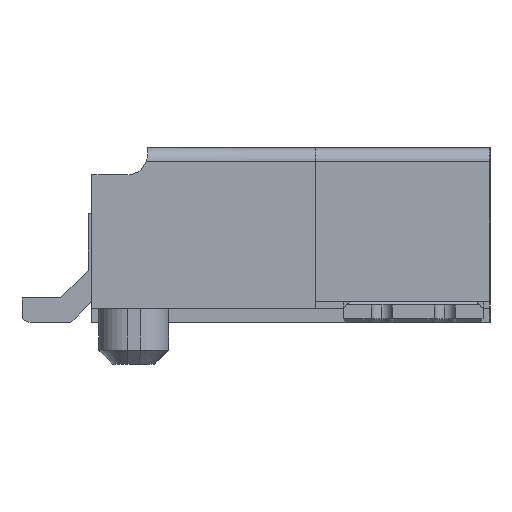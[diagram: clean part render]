
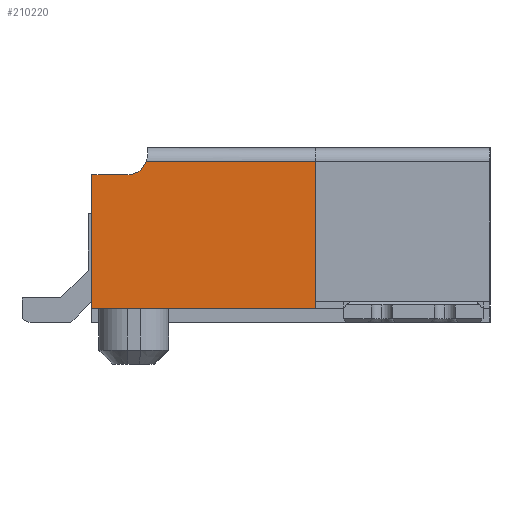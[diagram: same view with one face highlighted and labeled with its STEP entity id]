
A CAD part, left-side view. The second image highlights one B-rep face of the part: STEP entity #210220.
In plain terms, the highlighted planar face has unit normal (-1, 0, 0).
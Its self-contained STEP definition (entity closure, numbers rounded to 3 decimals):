
#168550=CARTESIAN_POINT('',(-49.033,1.768,2.11));
#168560=VERTEX_POINT('',#168550);
#168590=CARTESIAN_POINT('',(-49.033,1.768,0.));
#168600=DIRECTION('',(0.,0.,1.));
#168610=VECTOR('',#168600,1.);
#168620=LINE('',#168590,#168610);
#168630=CARTESIAN_POINT('',(-49.033,1.768,0.2));
#168640=VERTEX_POINT('',#168630);
#168650=EDGE_CURVE('',#168640,#168560,#168620,.T.);
#179600=CARTESIAN_POINT('',(-49.033,-1.432,2.3));
#179610=VERTEX_POINT('',#179600);
#179640=CARTESIAN_POINT('',(-49.033,-1.493,2.3));
#179650=DIRECTION('',(0.,1.,0.));
#179660=VECTOR('',#179650,1.);
#179670=LINE('',#179640,#179660);
#179680=CARTESIAN_POINT('',(-49.033,0.989,2.3));
#179690=VERTEX_POINT('',#179680);
#179700=EDGE_CURVE('',#179610,#179690,#179670,.T.);
#180090=CARTESIAN_POINT('',(-49.033,1.268,2.41));
#180100=DIRECTION('',(1.,0.,0.));
#180110=DIRECTION('',(0.,-1.,0.));
#180120=AXIS2_PLACEMENT_3D('',#180090,#180100,#180110);
#180130=CIRCLE('',#180120,0.3);
#180140=CARTESIAN_POINT('',(-49.033,1.268,2.11));
#180150=VERTEX_POINT('',#180140);
#180160=EDGE_CURVE('',#179690,#180150,#180130,.T.);
#181220=CARTESIAN_POINT('',(-49.033,-1.432,0.2));
#181230=VERTEX_POINT('',#181220);
#181260=CARTESIAN_POINT('',(-49.033,-1.432,0.));
#181270=DIRECTION('',(0.,-0.,1.));
#181280=VECTOR('',#181270,1.);
#181290=LINE('',#181260,#181280);
#181300=EDGE_CURVE('',#181230,#179610,#181290,.T.);
#207810=CARTESIAN_POINT('',(-49.033,0.,0.2));
#207820=DIRECTION('',(0.,1.,-0.));
#207830=VECTOR('',#207820,1.);
#207840=LINE('',#207810,#207830);
#207850=EDGE_CURVE('',#181230,#168640,#207840,.T.);
#210040=CARTESIAN_POINT('',(-49.033,-1.512,2.353));
#210050=DIRECTION('',(-1.,0.,0.));
#210060=DIRECTION('',(0.,1.,0.));
#210070=AXIS2_PLACEMENT_3D('',#210040,#210050,#210060);
#210080=PLANE('',#210070);
#210090=ORIENTED_EDGE('',*,*,#181300,.T.);
#210100=ORIENTED_EDGE('',*,*,#207850,.F.);
#210110=ORIENTED_EDGE('',*,*,#168650,.F.);
#210120=CARTESIAN_POINT('',(-49.033,0.,2.11));
#210130=DIRECTION('',(0.,1.,-0.));
#210140=VECTOR('',#210130,1.);
#210150=LINE('',#210120,#210140);
#210160=EDGE_CURVE('',#180150,#168560,#210150,.T.);
#210170=ORIENTED_EDGE('',*,*,#210160,.T.);
#210180=ORIENTED_EDGE('',*,*,#180160,.T.);
#210190=ORIENTED_EDGE('',*,*,#179700,.T.);
#210200=EDGE_LOOP('',(#210190,#210180,#210170,#210110,#210100,#210090));
#210210=FACE_OUTER_BOUND('',#210200,.T.);
#210220=ADVANCED_FACE('',(#210210),#210080,.T.);
